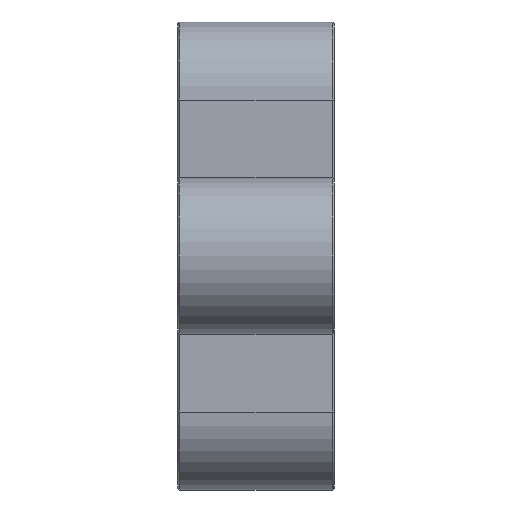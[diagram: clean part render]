
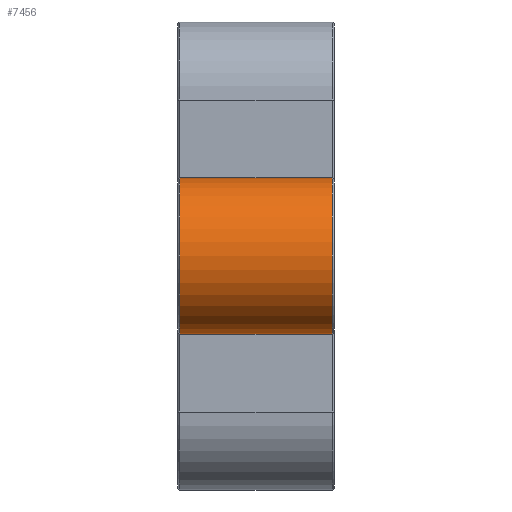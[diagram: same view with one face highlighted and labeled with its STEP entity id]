
A CAD part, left-side view. The second image highlights one B-rep face of the part: STEP entity #7456.
In plain terms, the highlighted cylindrical face has radius 5 mm (diameter 10 mm), a partial arc.
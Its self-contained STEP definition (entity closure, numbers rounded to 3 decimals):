
#224=FACE_OUTER_BOUND('',#636,.T.);
#636=EDGE_LOOP('',(#4907,#4908,#4909,#4910));
#1068=CIRCLE('',#7887,5.);
#1079=CIRCLE('',#7909,5.);
#1575=LINE('',#11372,#2247);
#1578=LINE('',#11378,#2250);
#2247=VECTOR('',#8875,10.);
#2250=VECTOR('',#8880,10.);
#2912=VERTEX_POINT('',#11318);
#2915=VERTEX_POINT('',#11326);
#2927=VERTEX_POINT('',#11371);
#2929=VERTEX_POINT('',#11377);
#3693=EDGE_CURVE('',#2912,#2915,#1068,.T.);
#3715=EDGE_CURVE('',#2927,#2915,#1575,.T.);
#3718=EDGE_CURVE('',#2929,#2912,#1578,.T.);
#3719=EDGE_CURVE('',#2927,#2929,#1079,.T.);
#4907=ORIENTED_EDGE('',*,*,#3693,.F.);
#4908=ORIENTED_EDGE('',*,*,#3718,.F.);
#4909=ORIENTED_EDGE('',*,*,#3719,.F.);
#4910=ORIENTED_EDGE('',*,*,#3715,.T.);
#7215=CYLINDRICAL_SURFACE('',#7908,5.);
#7456=ADVANCED_FACE('',(#224),#7215,.T.);
#7887=AXIS2_PLACEMENT_3D('',#11330,#8823,#8824);
#7908=AXIS2_PLACEMENT_3D('',#11376,#8878,#8879);
#7909=AXIS2_PLACEMENT_3D('',#11379,#8881,#8882);
#8823=DIRECTION('center_axis',(0.,1.,0.));
#8824=DIRECTION('ref_axis',(-1.,0.,0.));
#8875=DIRECTION('',(0.,1.,0.));
#8878=DIRECTION('center_axis',(0.,1.,0.));
#8879=DIRECTION('ref_axis',(0.,0.,-1.));
#8880=DIRECTION('',(0.,1.,0.));
#8881=DIRECTION('center_axis',(0.,-1.,0.));
#8882=DIRECTION('ref_axis',(-1.,0.,0.));
#11318=CARTESIAN_POINT('',(-10.,4.9,-5.));
#11326=CARTESIAN_POINT('',(-10.,4.9,5.));
#11330=CARTESIAN_POINT('Origin',(-10.,4.9,0.));
#11371=CARTESIAN_POINT('',(-10.,-4.9,5.));
#11372=CARTESIAN_POINT('',(-10.,0.,5.));
#11376=CARTESIAN_POINT('Origin',(-10.,0.,0.));
#11377=CARTESIAN_POINT('',(-10.,-4.9,-5.));
#11378=CARTESIAN_POINT('',(-10.,0.,-5.));
#11379=CARTESIAN_POINT('Origin',(-10.,-4.9,0.));
